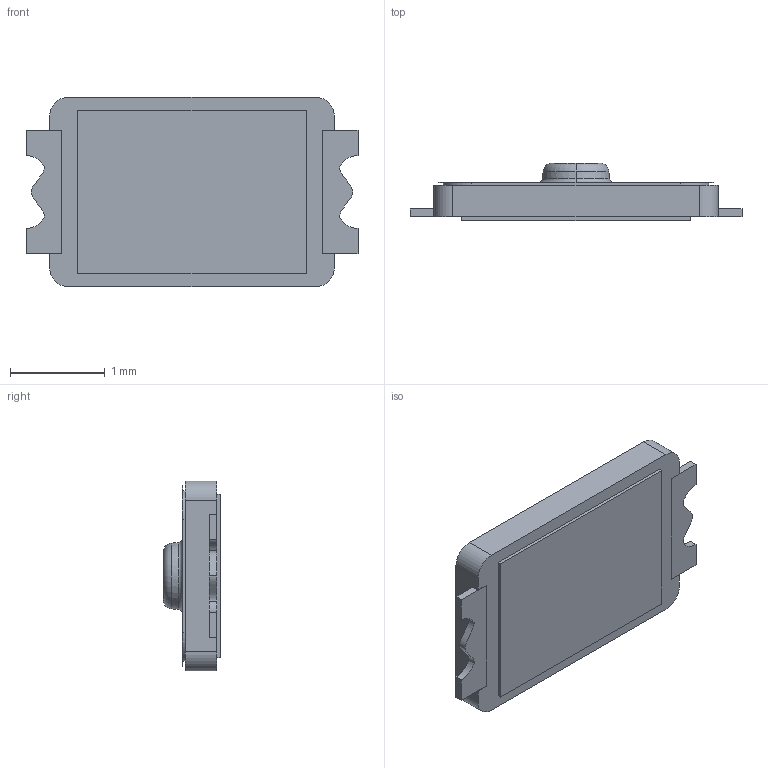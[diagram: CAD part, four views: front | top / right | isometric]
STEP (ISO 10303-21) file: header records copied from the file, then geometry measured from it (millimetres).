
FILE_DESCRIPTION (( 'STEP AP214' ), '1' );
FILE_NAME ('CUI_DEVICES_TS19-32-06-BK-70-1-SMT-TR-67.step', '2024-04-17T15:14:00', ( '' ), ( '' ), 'SwSTEP 2.0', 'SolidWorks 2024', '' );
FILE_SCHEMA (( 'AUTOMOTIVE_DESIGN' ));
Length unit declared in the file: inch
Products named in the file (1): CUI_DEVICES_TS19-32-06-BK-70-1-SMT-TR-67
Bounding box: 3.5 x 0.6 x 2 mm (x, y, z)
Volume: 2.4 mm3; surface area: 29.6 mm2
Topology: 4 solids, 4 shells, 83 faces, 200 edges, 130 vertices
Faces by surface type: plane 47, cylinder 16, torus 16, bspline 4
Entity records: 2508 total; most frequent: CARTESIAN_POINT 466, DIRECTION 422, ORIENTED_EDGE 400, EDGE_CURVE 200, AXIS2_PLACEMENT_3D 150, VERTEX_POINT 130, VECTOR 122, LINE 122
